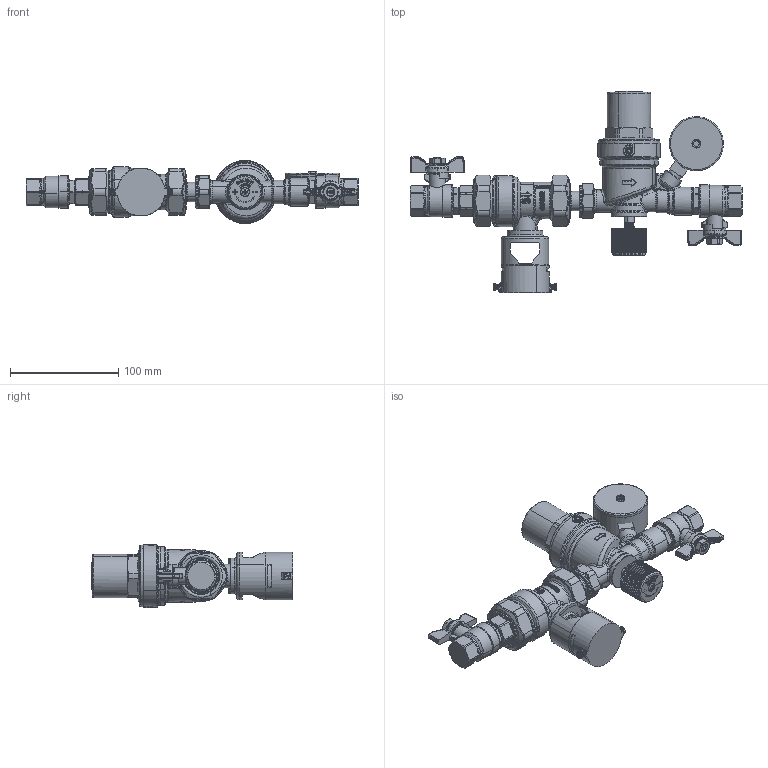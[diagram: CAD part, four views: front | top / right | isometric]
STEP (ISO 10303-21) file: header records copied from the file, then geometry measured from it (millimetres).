
FILE_DESCRIPTION(('CATIA V5 STEP Exchange','CAx-IF Rec.Pracs.--- Model Styling and Organization---1.4--- 2014-01-23','CAx-IF Rec.Pracs.---3D Tessellated Data Validation Properties---0.5---2014-09-14'),'2;1');
FILE_NAME('STEP_573001_-_TST.stp','2021-02-02T14:35:35+00:00',('none'),('none'),'CATIA Version 5-6 Release 2019 SP3','CATIA V5 STEP AP242 v1','none');
FILE_SCHEMA(('AP242_MANAGED_MODEL_BASED_3D_ENGINEERING_MIM_LF {1 0 10303 442 1 1 4}'));
Length unit declared in the file: millimetre
Products named in the file (1): 573001 - TST
Bounding box: 306.5 x 185.6 x 58.5 mm (x, y, z)
Volume: 548814.5 mm3; surface area: 107579.9 mm2
Topology: 6 solids, 10 shells, 5195 faces, 13051 edges, 7712 vertices
Faces by surface type: bspline 2214, plane 1447, cylinder 937, sphere 264, cone 187, torus 146
Entity records: 250872 total; most frequent: CARTESIAN_POINT 153658, ORIENTED_EDGE 25470, EDGE_CURVE 12735, DIRECTION 10598, VERTEX_POINT 7708, B_SPLINE_CURVE_WITH_KNOTS 6238, EDGE_LOOP 5391, ADVANCED_FACE 5195
